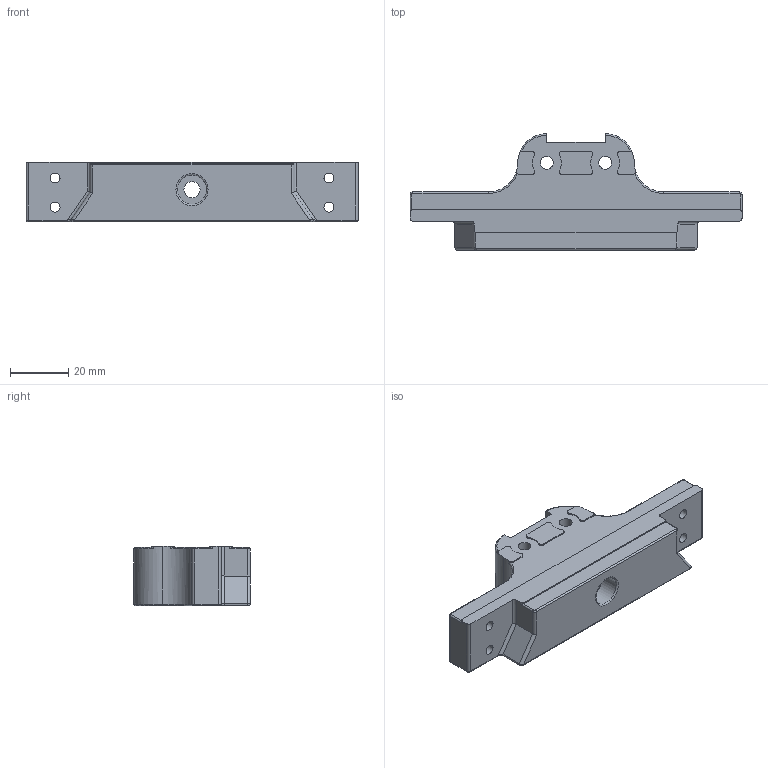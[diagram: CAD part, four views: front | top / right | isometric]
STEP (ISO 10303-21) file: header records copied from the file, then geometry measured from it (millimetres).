
FILE_DESCRIPTION(/* description */ (''),/* implementation_level */ '2;1');
FILE_NAME(/* name */ 'Voron Artillery extensions v1 T.step',/* time_stamp */ '2023-04-29T13:39:27-04:00',/* author */ (''),/* organization */ (''),/* preprocessor_version */ 'ST-DEVELOPER v19.2',/* originating_system */ 'Autodesk Translation Framework v12.4.0.73',/* authorisation */ '');
FILE_SCHEMA (('AUTOMOTIVE_DESIGN { 1 0 10303 214 3 1 1 }'));
Length unit declared in the file: millimetre
Products named in the file (1): Voron Artillery extensions
Bounding box: 114 x 40 x 20.4 mm (x, y, z)
Volume: 48824.3 mm3; surface area: 13330.1 mm2
Topology: 1 solids, 1 shells, 132 faces, 322 edges, 201 vertices
Faces by surface type: cylinder 67, plane 37, bspline 12, torus 9, cone 7
Full cylindrical faces by diameter (mm): 3.4 x4, 4.4 x2, 4.7 x1, 5.5 x1, 6 x4, 8 x2, 10 x1
Entity records: 4199 total; most frequent: CARTESIAN_POINT 950, DIRECTION 722, ORIENTED_EDGE 644, EDGE_CURVE 322, AXIS2_PLACEMENT_3D 287, VERTEX_POINT 201, EDGE_LOOP 155, CIRCLE 154
